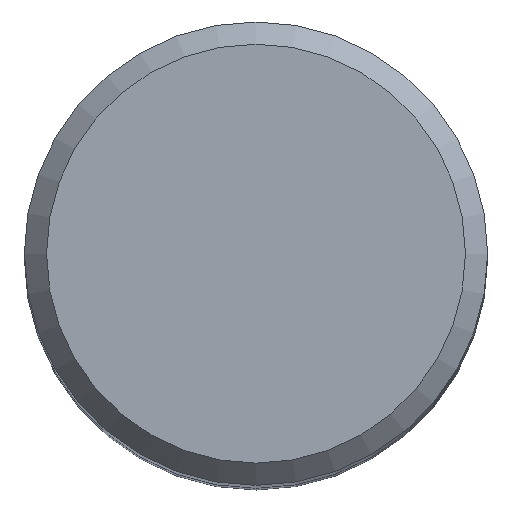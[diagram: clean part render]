
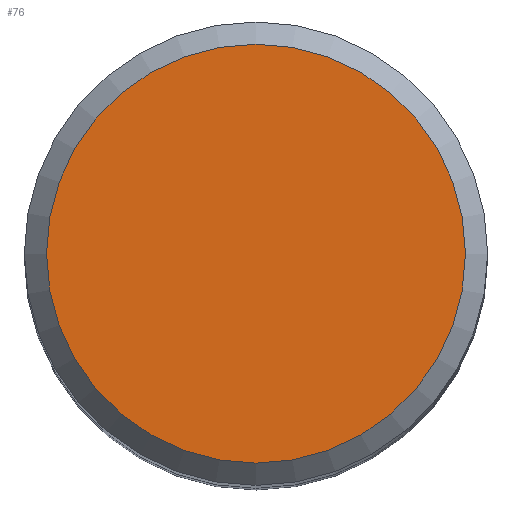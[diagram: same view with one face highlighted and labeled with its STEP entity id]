
A CAD part, top view. The second image highlights one B-rep face of the part: STEP entity #76.
In plain terms, the highlighted planar face has unit normal (0, 0, 1).
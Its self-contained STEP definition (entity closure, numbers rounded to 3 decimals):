
#76=ADVANCED_FACE('',(#92),#87,.T.);
#87=PLANE('',#205);
#92=FACE_OUTER_BOUND('',#97,.T.);
#97=EDGE_LOOP('',(#113));
#113=ORIENTED_EDGE('',*,*,#138,.F.);
#129=VERTEX_POINT('',#294);
#138=EDGE_CURVE('',#129,#129,#146,.T.);
#146=CIRCLE('',#204,5.74);
#204=AXIS2_PLACEMENT_3D('',#293,#231,#232);
#205=AXIS2_PLACEMENT_3D('',#295,#233,#234);
#231=DIRECTION('',(0.,0.,-1.));
#232=DIRECTION('',(-1.,0.,0.));
#233=DIRECTION('',(0.,0.,1.));
#234=DIRECTION('',(-1.,0.,0.));
#293=CARTESIAN_POINT('',(0.,0.,40.));
#294=CARTESIAN_POINT('',(-5.74,0.,40.));
#295=CARTESIAN_POINT('',(5.74,0.,40.));
